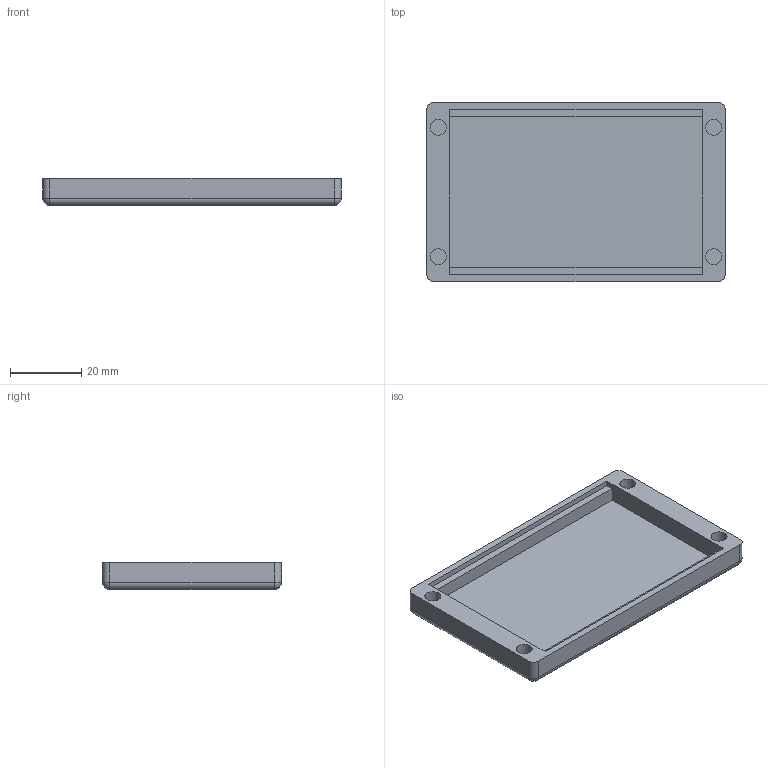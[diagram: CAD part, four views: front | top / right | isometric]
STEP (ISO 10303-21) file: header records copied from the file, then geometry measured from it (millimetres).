
FILE_DESCRIPTION(/* description */ (''),/* implementation_level */ '2;1');
FILE_NAME(/* name */ 'case_bottom.step',/* time_stamp */ '2025-07-31T18:18:19+01:00',/* author */ (''),/* organization */ (''),/* preprocessor_version */ 'ST-DEVELOPER v20.1',/* originating_system */ 'Autodesk Translation Framework v14.10.0.0',/* authorisation */ '');
FILE_SCHEMA (('AUTOMOTIVE_DESIGN { 1 0 10303 214 3 1 1 }'));
Length unit declared in the file: millimetre
Products named in the file (1): Case Bottom
Bounding box: 83.97 x 50.35 x 7.6 mm (x, y, z)
Volume: 14373.2 mm3; surface area: 11715.6 mm2
Topology: 1 solids, 1 shells, 35 faces, 72 edges, 44 vertices
Faces by surface type: plane 19, cylinder 12, sphere 4
Full cylindrical faces by diameter (mm): 4.5 x4
Entity records: 954 total; most frequent: DIRECTION 168, CARTESIAN_POINT 152, ORIENTED_EDGE 144, EDGE_CURVE 72, AXIS2_PLACEMENT_3D 60, LINE 48, VECTOR 48, VERTEX_POINT 44
